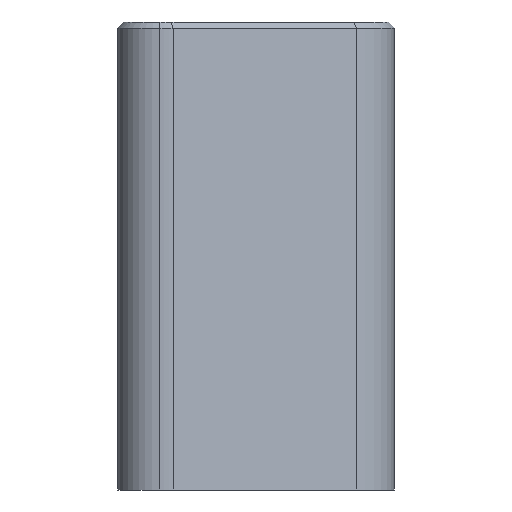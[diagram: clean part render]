
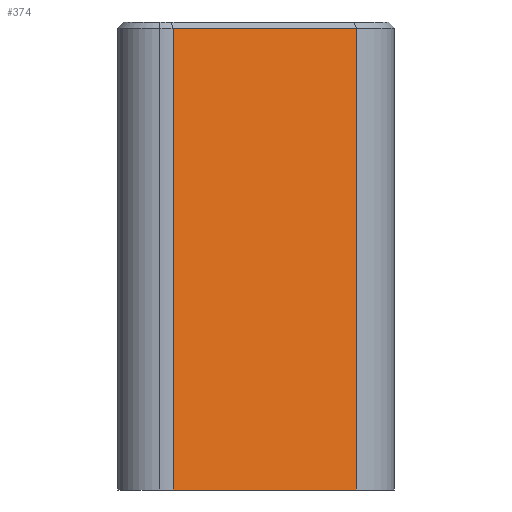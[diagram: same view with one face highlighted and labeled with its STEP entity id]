
A CAD part, front view. The second image highlights one B-rep face of the part: STEP entity #374.
In plain terms, the highlighted planar face has unit normal (0.342, -0.94, 0).
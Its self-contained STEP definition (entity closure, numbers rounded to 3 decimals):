
#28 = VECTOR ( 'NONE', #1103, 1000. ) ;
#122 = CARTESIAN_POINT ( 'NONE',  ( -20.561, -26.304, 60. ) ) ;
#233 = VERTEX_POINT ( 'NONE', #1377 ) ;
#310 = ORIENTED_EDGE ( 'NONE', *, *, #975, .T. ) ;
#324 = EDGE_CURVE ( 'NONE', #233, #606, #1026, .T. ) ;
#328 = VERTEX_POINT ( 'NONE', #1035 ) ;
#335 = LINE ( 'NONE', #122, #1305 ) ;
#374 = ADVANCED_FACE ( 'NONE', ( #1089 ), #768, .F. ) ;
#415 = EDGE_CURVE ( 'NONE', #1201, #328, #335, .T. ) ;
#435 = CARTESIAN_POINT ( 'NONE',  ( 2.931, -17.754, 59.2 ) ) ;
#479 = CARTESIAN_POINT ( 'NONE',  ( 2.931, -17.754, 60. ) ) ;
#512 = ORIENTED_EDGE ( 'NONE', *, *, #324, .F. ) ;
#519 = VECTOR ( 'NONE', #1362, 1000. ) ;
#536 = DIRECTION ( 'NONE',  ( -0.94, -0.342, 0. ) ) ;
#552 = DIRECTION ( 'NONE',  ( 0., 0., -1. ) ) ;
#603 = EDGE_CURVE ( 'NONE', #328, #606, #1411, .T. ) ;
#606 = VERTEX_POINT ( 'NONE', #772 ) ;
#768 = PLANE ( 'NONE',  #1009 ) ;
#772 = CARTESIAN_POINT ( 'NONE',  ( 2.931, -17.754, 0. ) ) ;
#886 = ORIENTED_EDGE ( 'NONE', *, *, #415, .T. ) ;
#957 = VECTOR ( 'NONE', #989, 1000. ) ;
#975 = EDGE_CURVE ( 'NONE', #233, #1201, #1180, .T. ) ;
#989 = DIRECTION ( 'NONE',  ( 0.94, 0.342, 0. ) ) ;
#1009 = AXIS2_PLACEMENT_3D ( 'NONE', #1083, #1406, #536 ) ;
#1010 = CARTESIAN_POINT ( 'NONE',  ( -20.561, -26.304, 59.2 ) ) ;
#1026 = LINE ( 'NONE', #479, #519 ) ;
#1035 = CARTESIAN_POINT ( 'NONE',  ( -20.561, -26.304, 0. ) ) ;
#1083 = CARTESIAN_POINT ( 'NONE',  ( 2.931, -17.754, 60. ) ) ;
#1089 = FACE_OUTER_BOUND ( 'NONE', #1152, .T. ) ;
#1103 = DIRECTION ( 'NONE',  ( -0.94, -0.342, 0. ) ) ;
#1152 = EDGE_LOOP ( 'NONE', ( #512, #310, #886, #1355 ) ) ;
#1180 = LINE ( 'NONE', #435, #28 ) ;
#1201 = VERTEX_POINT ( 'NONE', #1010 ) ;
#1305 = VECTOR ( 'NONE', #552, 1000. ) ;
#1325 = CARTESIAN_POINT ( 'NONE',  ( 2.931, -17.754, 0. ) ) ;
#1355 = ORIENTED_EDGE ( 'NONE', *, *, #603, .T. ) ;
#1362 = DIRECTION ( 'NONE',  ( 0., 0., -1. ) ) ;
#1377 = CARTESIAN_POINT ( 'NONE',  ( 2.931, -17.754, 59.2 ) ) ;
#1406 = DIRECTION ( 'NONE',  ( -0.342, 0.94, 0. ) ) ;
#1411 = LINE ( 'NONE', #1325, #957 ) ;
